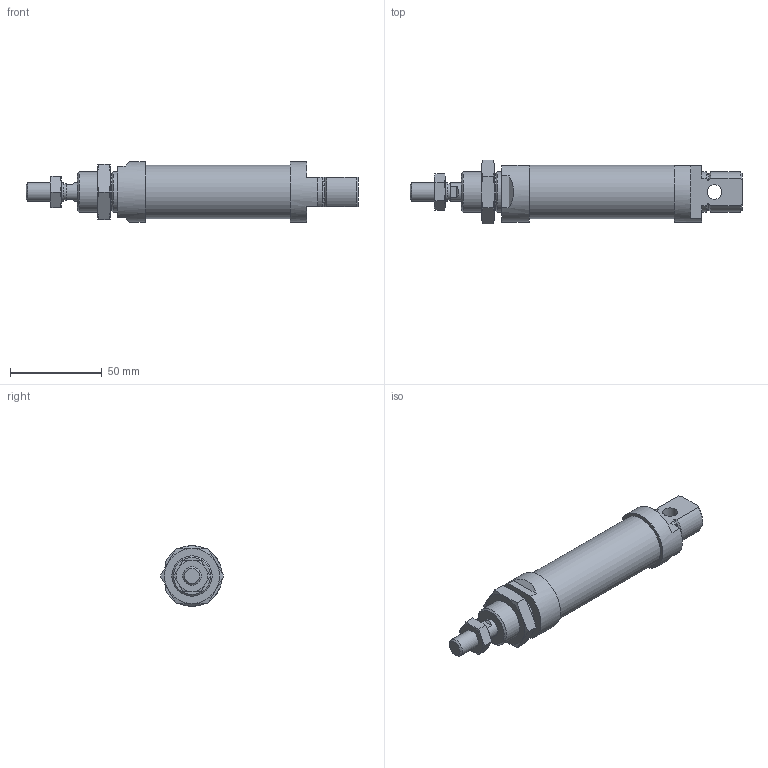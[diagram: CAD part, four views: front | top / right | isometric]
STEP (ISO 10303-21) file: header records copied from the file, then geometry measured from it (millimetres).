
FILE_DESCRIPTION(/* description */ ('STEP AP214'),/* implementation_level */ '2;1');
FILE_NAME(/* name */ '1272.25.30.M(0)',/* time_stamp */ '2022-10-03T20:06:16+02:00',/* author */ ('License CC BY-ND 4.0'),/* organization */ ('CADENAS'),/* preprocessor_version */ 'ST-DEVELOPER v18.102',/* originating_system */ 'PARTsolutions',/* authorisation */ ' ');
FILE_SCHEMA (('AUTOMOTIVE_DESIGN {1 0 10303 214 3 1 1}'));
Length unit declared in the file: millimetre
Products named in the file (7): 1272.25.30.M(0); n_iso_6432_25; rod_iso_6432_25072M30; rh_iso_6432_250; 1200.25.05; fh_iso_6432_250; barrel_iso_6432_25072M30
Assembly tree (6 placements, depth 2):
  1272.25.30.M(0)
    n_iso_6432_25
    rod_iso_6432_25072M30
    rh_iso_6432_250
    1200.25.05
    fh_iso_6432_250
    barrel_iso_6432_25072M30
Bounding box: 181 x 34.64 x 32.96 mm (x, y, z)
Volume: 87916.5 mm3; surface area: 33233.2 mm2
Topology: 6 solids, 6 shells, 112 faces, 246 edges, 151 vertices
Faces by surface type: plane 49, cone 40, cylinder 23
Full cylindrical faces by diameter (mm): 8 x1, 8.566 x2, 8.647 x1, 8.8 x1, 10 x3, 20 x2, 20.3 x1, 20.376 x1, 22 x2, 29 x1
Entity records: 3160 total; most frequent: CARTESIAN_POINT 665, DIRECTION 490, ORIENTED_EDGE 436, EDGE_CURVE 218, AXIS2_PLACEMENT_3D 213, EDGE_LOOP 152, FACE_BOUND 152, VERTEX_POINT 148
